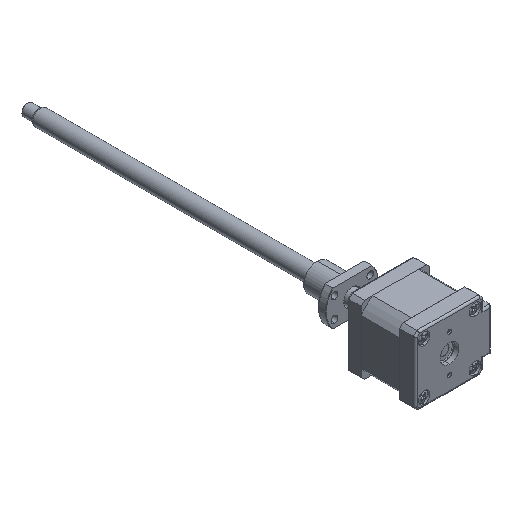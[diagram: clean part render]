
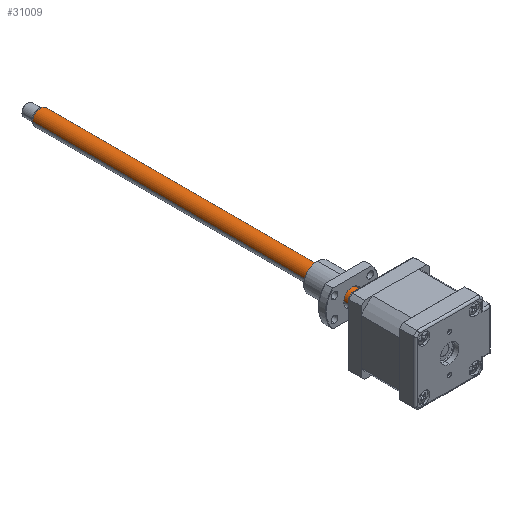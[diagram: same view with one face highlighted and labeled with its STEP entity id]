
A CAD part, isometric view. The second image highlights one B-rep face of the part: STEP entity #31009.
In plain terms, the highlighted cylindrical face has radius 4 mm (diameter 8 mm), a partial arc.
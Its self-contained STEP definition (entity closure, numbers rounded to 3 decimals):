
#26 = CARTESIAN_POINT ( 'NONE',  ( -8.709, 15.993, 16.638 ) ) ;
#1871 = CIRCLE ( 'NONE', #43886, 4. ) ;
#4293 = CARTESIAN_POINT ( 'NONE',  ( -0.709, 190.993, 16.638 ) ) ;
#4797 = VECTOR ( 'NONE', #24536, 1000. ) ;
#5111 = DIRECTION ( 'NONE',  ( 0., -1., 0. ) ) ;
#5566 = EDGE_CURVE ( 'NONE', #17444, #14974, #1871, .T. ) ;
#9282 = VERTEX_POINT ( 'NONE', #22124 ) ;
#10464 = ORIENTED_EDGE ( 'NONE', *, *, #25957, .F. ) ;
#12329 = CYLINDRICAL_SURFACE ( 'NONE', #27165, 4. ) ;
#12491 = CARTESIAN_POINT ( 'NONE',  ( -8.709, 189.993, 16.638 ) ) ;
#12712 = CIRCLE ( 'NONE', #37757, 4. ) ;
#14804 = DIRECTION ( 'NONE',  ( 0., -1., 0. ) ) ;
#14974 = VERTEX_POINT ( 'NONE', #12491 ) ;
#15085 = CARTESIAN_POINT ( 'NONE',  ( -4.709, 15.993, 16.638 ) ) ;
#15525 = DIRECTION ( 'NONE',  ( 1., 0., 0. ) ) ;
#16414 = LINE ( 'NONE', #4293, #4797 ) ;
#17444 = VERTEX_POINT ( 'NONE', #27625 ) ;
#18285 = LINE ( 'NONE', #36010, #18786 ) ;
#18508 = CARTESIAN_POINT ( 'NONE',  ( -4.709, 189.993, 16.638 ) ) ;
#18786 = VECTOR ( 'NONE', #43116, 1000. ) ;
#21408 = DIRECTION ( 'NONE',  ( -1., 0., 0. ) ) ;
#22124 = CARTESIAN_POINT ( 'NONE',  ( -0.709, 15.993, 16.638 ) ) ;
#24536 = DIRECTION ( 'NONE',  ( 0., -1., 0. ) ) ;
#24925 = CARTESIAN_POINT ( 'NONE',  ( -4.709, 190.993, 16.638 ) ) ;
#25282 = DIRECTION ( 'NONE',  ( 0., -1., 0. ) ) ;
#25573 = FACE_OUTER_BOUND ( 'NONE', #29280, .T. ) ;
#25957 = EDGE_CURVE ( 'NONE', #17444, #9282, #16414, .T. ) ;
#27165 = AXIS2_PLACEMENT_3D ( 'NONE', #24925, #5111, #21408 ) ;
#27625 = CARTESIAN_POINT ( 'NONE',  ( -0.709, 189.993, 16.638 ) ) ;
#28008 = VERTEX_POINT ( 'NONE', #26 ) ;
#29280 = EDGE_LOOP ( 'NONE', ( #10464, #36000, #33757, #36368 ) ) ;
#31009 = ADVANCED_FACE ( 'NONE', ( #25573 ), #12329, .T. ) ;
#33757 = ORIENTED_EDGE ( 'NONE', *, *, #35336, .T. ) ;
#35336 = EDGE_CURVE ( 'NONE', #14974, #28008, #18285, .T. ) ;
#36000 = ORIENTED_EDGE ( 'NONE', *, *, #5566, .T. ) ;
#36010 = CARTESIAN_POINT ( 'NONE',  ( -8.709, 190.993, 16.638 ) ) ;
#36368 = ORIENTED_EDGE ( 'NONE', *, *, #39631, .F. ) ;
#37757 = AXIS2_PLACEMENT_3D ( 'NONE', #15085, #14804, #42423 ) ;
#39631 = EDGE_CURVE ( 'NONE', #9282, #28008, #12712, .T. ) ;
#42423 = DIRECTION ( 'NONE',  ( -1., 0., 0. ) ) ;
#43116 = DIRECTION ( 'NONE',  ( 0., -1., 0. ) ) ;
#43886 = AXIS2_PLACEMENT_3D ( 'NONE', #18508, #25282, #15525 ) ;
